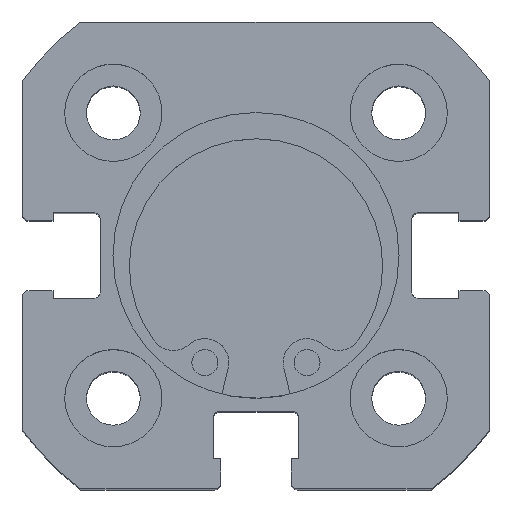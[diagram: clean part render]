
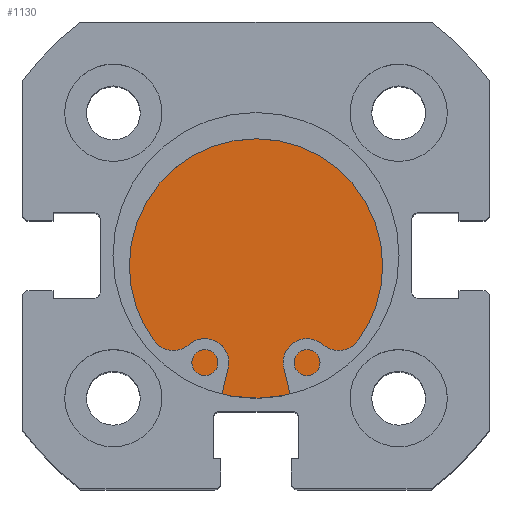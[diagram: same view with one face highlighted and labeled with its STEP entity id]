
A CAD part, top view. The second image highlights one B-rep face of the part: STEP entity #1130.
In plain terms, the highlighted face is planar.
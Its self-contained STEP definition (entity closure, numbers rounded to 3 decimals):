
#475 = ORIENTED_EDGE ( 'NONE', *, *, #1491, .F. ) ;
#476 = ORIENTED_EDGE ( 'NONE', *, *, #1529, .F. ) ;
#671 = AXIS2_PLACEMENT_3D ( 'NONE', #3661, #3664, #3665 ) ;
#883 = AXIS2_PLACEMENT_3D ( 'NONE', #4649, #4657, #4658 ) ;
#906 = AXIS2_PLACEMENT_3D ( 'NONE', #4771, #4772, #4773 ) ;
#1130 = ADVANCED_FACE ( 'NONE', ( #2205 ), #3662, .F. ) ;
#1491 = EDGE_CURVE ( 'NONE', #2103, #2094, #2758, .T. ) ;
#1529 = EDGE_CURVE ( 'NONE', #2094, #2103, #2810, .T. ) ;
#1815 = EDGE_LOOP ( 'NONE', ( #476, #475 ) ) ;
#2094 = VERTEX_POINT ( 'NONE', #5372 ) ;
#2103 = VERTEX_POINT ( 'NONE', #5381 ) ;
#2205 = FACE_OUTER_BOUND ( 'NONE', #1815, .T. ) ;
#2758 = CIRCLE ( 'NONE', #883, 11. ) ;
#2810 = CIRCLE ( 'NONE', #906, 11. ) ;
#3661 = CARTESIAN_POINT ( 'NONE',  ( 6., 11., 0. ) ) ;
#3662 = PLANE ( 'NONE',  #671 ) ;
#3664 = DIRECTION ( 'NONE',  ( -1., 0., 0. ) ) ;
#3665 = DIRECTION ( 'NONE',  ( 0., 0., 1. ) ) ;
#4649 = CARTESIAN_POINT ( 'NONE',  ( 6., 0., 0. ) ) ;
#4657 = DIRECTION ( 'NONE',  ( -1., 0., 0. ) ) ;
#4658 = DIRECTION ( 'NONE',  ( 0., 0., 1. ) ) ;
#4771 = CARTESIAN_POINT ( 'NONE',  ( 6., 0., 0. ) ) ;
#4772 = DIRECTION ( 'NONE',  ( -1., 0., 0. ) ) ;
#4773 = DIRECTION ( 'NONE',  ( 0., 0., 1. ) ) ;
#5372 = CARTESIAN_POINT ( 'NONE',  ( 6., 0., 11. ) ) ;
#5381 = CARTESIAN_POINT ( 'NONE',  ( 6., 0., -11. ) ) ;
